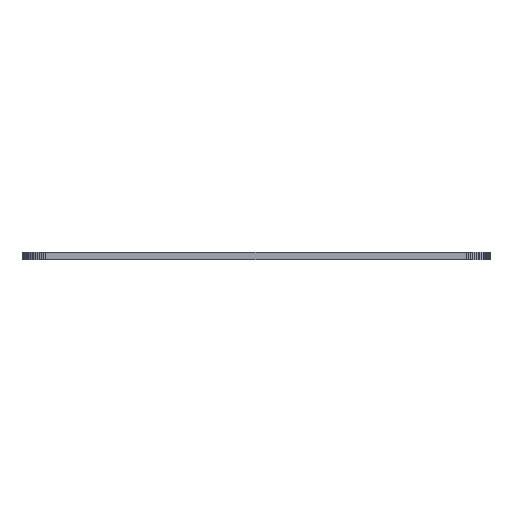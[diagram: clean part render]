
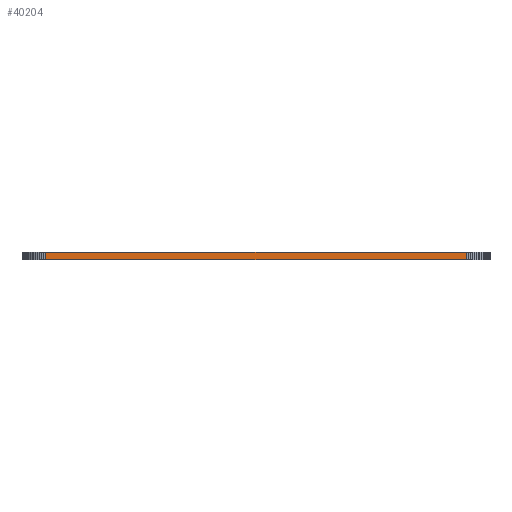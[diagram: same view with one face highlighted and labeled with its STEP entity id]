
A CAD part, left-side view. The second image highlights one B-rep face of the part: STEP entity #40204.
In plain terms, the highlighted planar face has unit normal (-1, 0, 0).
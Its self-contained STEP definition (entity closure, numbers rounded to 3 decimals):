
#90 = PLANE('',#91);
#91 = AXIS2_PLACEMENT_3D('',#92,#93,#94);
#92 = CARTESIAN_POINT('',(139.065,-97.155,1.58));
#93 = DIRECTION('',(-0.,-0.,-1.));
#94 = DIRECTION('',(-1.,0.,0.));
#144 = PLANE('',#145);
#145 = AXIS2_PLACEMENT_3D('',#146,#147,#148);
#146 = CARTESIAN_POINT('',(139.065,-97.155,0.));
#147 = DIRECTION('',(-0.,-0.,-1.));
#148 = DIRECTION('',(-1.,0.,0.));
#1765 = VERTEX_POINT('',#1766);
#1766 = CARTESIAN_POINT('',(34.29,-142.24,0.));
#1780 = PLANE('',#1781);
#1781 = AXIS2_PLACEMENT_3D('',#1782,#1783,#1784);
#1782 = CARTESIAN_POINT('',(34.309,-142.683,0.));
#1783 = DIRECTION('',(-0.999,-0.044,0.));
#1784 = DIRECTION('',(-0.044,0.999,0.));
#1792 = EDGE_CURVE('',#1765,#1793,#1795,.T.);
#1793 = VERTEX_POINT('',#1794);
#1794 = CARTESIAN_POINT('',(34.29,-52.07,0.));
#1795 = SURFACE_CURVE('',#1796,(#1800,#1807),.PCURVE_S1.);
#1796 = LINE('',#1797,#1798);
#1797 = CARTESIAN_POINT('',(34.29,-142.24,0.));
#1798 = VECTOR('',#1799,1.);
#1799 = DIRECTION('',(0.,1.,0.));
#1800 = PCURVE('',#144,#1801);
#1801 = DEFINITIONAL_REPRESENTATION('',(#1802),#1806);
#1802 = LINE('',#1803,#1804);
#1803 = CARTESIAN_POINT('',(104.775,-45.085));
#1804 = VECTOR('',#1805,1.);
#1805 = DIRECTION('',(0.,1.));
#1806 = ( GEOMETRIC_REPRESENTATION_CONTEXT(2) 
PARAMETRIC_REPRESENTATION_CONTEXT() REPRESENTATION_CONTEXT('2D SPACE',''
  ) );
#1807 = PCURVE('',#1808,#1813);
#1808 = PLANE('',#1809);
#1809 = AXIS2_PLACEMENT_3D('',#1810,#1811,#1812);
#1810 = CARTESIAN_POINT('',(34.29,-142.24,0.));
#1811 = DIRECTION('',(-1.,0.,0.));
#1812 = DIRECTION('',(0.,1.,0.));
#1813 = DEFINITIONAL_REPRESENTATION('',(#1814),#1818);
#1814 = LINE('',#1815,#1816);
#1815 = CARTESIAN_POINT('',(0.,0.));
#1816 = VECTOR('',#1817,1.);
#1817 = DIRECTION('',(1.,0.));
#1818 = ( GEOMETRIC_REPRESENTATION_CONTEXT(2) 
PARAMETRIC_REPRESENTATION_CONTEXT() REPRESENTATION_CONTEXT('2D SPACE',''
  ) );
#1836 = PLANE('',#1837);
#1837 = AXIS2_PLACEMENT_3D('',#1838,#1839,#1840);
#1838 = CARTESIAN_POINT('',(34.29,-52.07,0.));
#1839 = DIRECTION('',(-0.999,0.044,0.));
#1840 = DIRECTION('',(0.044,0.999,0.));
#22843 = VERTEX_POINT('',#22844);
#22844 = CARTESIAN_POINT('',(34.29,-142.24,1.58));
#22865 = EDGE_CURVE('',#22843,#22866,#22868,.T.);
#22866 = VERTEX_POINT('',#22867);
#22867 = CARTESIAN_POINT('',(34.29,-52.07,1.58));
#22868 = SURFACE_CURVE('',#22869,(#22873,#22880),.PCURVE_S1.);
#22869 = LINE('',#22870,#22871);
#22870 = CARTESIAN_POINT('',(34.29,-142.24,1.58));
#22871 = VECTOR('',#22872,1.);
#22872 = DIRECTION('',(0.,1.,0.));
#22873 = PCURVE('',#90,#22874);
#22874 = DEFINITIONAL_REPRESENTATION('',(#22875),#22879);
#22875 = LINE('',#22876,#22877);
#22876 = CARTESIAN_POINT('',(104.775,-45.085));
#22877 = VECTOR('',#22878,1.);
#22878 = DIRECTION('',(0.,1.));
#22879 = ( GEOMETRIC_REPRESENTATION_CONTEXT(2) 
PARAMETRIC_REPRESENTATION_CONTEXT() REPRESENTATION_CONTEXT('2D SPACE',''
  ) );
#22880 = PCURVE('',#1808,#22881);
#22881 = DEFINITIONAL_REPRESENTATION('',(#22882),#22886);
#22882 = LINE('',#22883,#22884);
#22883 = CARTESIAN_POINT('',(0.,-1.58));
#22884 = VECTOR('',#22885,1.);
#22885 = DIRECTION('',(1.,0.));
#22886 = ( GEOMETRIC_REPRESENTATION_CONTEXT(2) 
PARAMETRIC_REPRESENTATION_CONTEXT() REPRESENTATION_CONTEXT('2D SPACE',''
  ) );
#40154 = EDGE_CURVE('',#1793,#22866,#40155,.T.);
#40155 = SURFACE_CURVE('',#40156,(#40160,#40167),.PCURVE_S1.);
#40156 = LINE('',#40157,#40158);
#40157 = CARTESIAN_POINT('',(34.29,-52.07,0.));
#40158 = VECTOR('',#40159,1.);
#40159 = DIRECTION('',(0.,0.,1.));
#40160 = PCURVE('',#1836,#40161);
#40161 = DEFINITIONAL_REPRESENTATION('',(#40162),#40166);
#40162 = LINE('',#40163,#40164);
#40163 = CARTESIAN_POINT('',(0.,0.));
#40164 = VECTOR('',#40165,1.);
#40165 = DIRECTION('',(0.,-1.));
#40166 = ( GEOMETRIC_REPRESENTATION_CONTEXT(2) 
PARAMETRIC_REPRESENTATION_CONTEXT() REPRESENTATION_CONTEXT('2D SPACE',''
  ) );
#40167 = PCURVE('',#1808,#40168);
#40168 = DEFINITIONAL_REPRESENTATION('',(#40169),#40173);
#40169 = LINE('',#40170,#40171);
#40170 = CARTESIAN_POINT('',(90.17,0.));
#40171 = VECTOR('',#40172,1.);
#40172 = DIRECTION('',(0.,-1.));
#40173 = ( GEOMETRIC_REPRESENTATION_CONTEXT(2) 
PARAMETRIC_REPRESENTATION_CONTEXT() REPRESENTATION_CONTEXT('2D SPACE',''
  ) );
#40204 = ADVANCED_FACE('',(#40205),#1808,.T.);
#40205 = FACE_BOUND('',#40206,.T.);
#40206 = EDGE_LOOP('',(#40207,#40228,#40229,#40230));
#40207 = ORIENTED_EDGE('',*,*,#40208,.T.);
#40208 = EDGE_CURVE('',#1765,#22843,#40209,.T.);
#40209 = SURFACE_CURVE('',#40210,(#40214,#40221),.PCURVE_S1.);
#40210 = LINE('',#40211,#40212);
#40211 = CARTESIAN_POINT('',(34.29,-142.24,0.));
#40212 = VECTOR('',#40213,1.);
#40213 = DIRECTION('',(0.,0.,1.));
#40214 = PCURVE('',#1808,#40215);
#40215 = DEFINITIONAL_REPRESENTATION('',(#40216),#40220);
#40216 = LINE('',#40217,#40218);
#40217 = CARTESIAN_POINT('',(0.,0.));
#40218 = VECTOR('',#40219,1.);
#40219 = DIRECTION('',(0.,-1.));
#40220 = ( GEOMETRIC_REPRESENTATION_CONTEXT(2) 
PARAMETRIC_REPRESENTATION_CONTEXT() REPRESENTATION_CONTEXT('2D SPACE',''
  ) );
#40221 = PCURVE('',#1780,#40222);
#40222 = DEFINITIONAL_REPRESENTATION('',(#40223),#40227);
#40223 = LINE('',#40224,#40225);
#40224 = CARTESIAN_POINT('',(0.443,0.));
#40225 = VECTOR('',#40226,1.);
#40226 = DIRECTION('',(0.,-1.));
#40227 = ( GEOMETRIC_REPRESENTATION_CONTEXT(2) 
PARAMETRIC_REPRESENTATION_CONTEXT() REPRESENTATION_CONTEXT('2D SPACE',''
  ) );
#40228 = ORIENTED_EDGE('',*,*,#22865,.T.);
#40229 = ORIENTED_EDGE('',*,*,#40154,.F.);
#40230 = ORIENTED_EDGE('',*,*,#1792,.F.);
